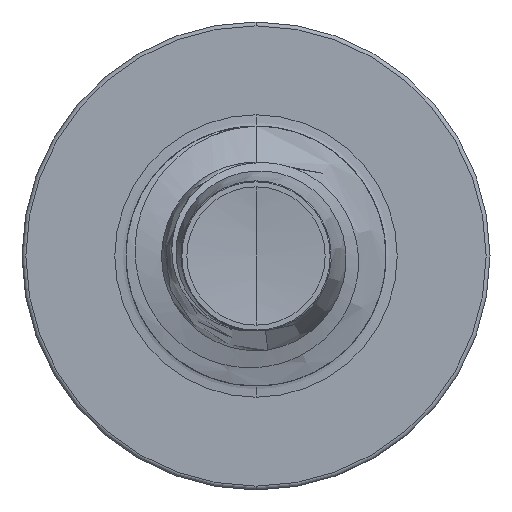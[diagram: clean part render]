
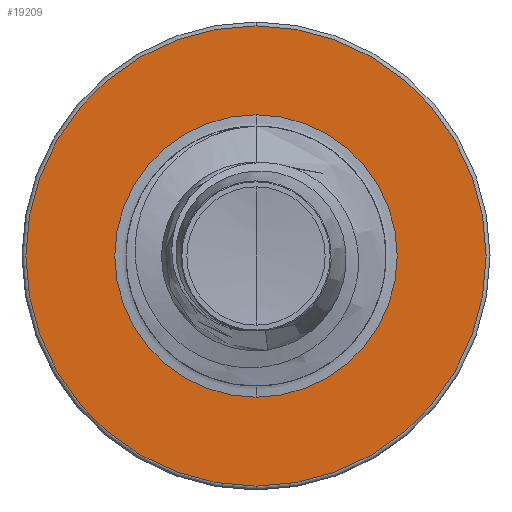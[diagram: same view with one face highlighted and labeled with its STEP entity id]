
A CAD part, front view. The second image highlights one B-rep face of the part: STEP entity #19209.
In plain terms, the highlighted planar face has unit normal (0, -1, 0).
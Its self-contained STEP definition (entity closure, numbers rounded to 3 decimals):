
#248 = AXIS2_PLACEMENT_3D ( 'NONE', #8963, #9942, #9936 ) ;
#722 = FACE_OUTER_BOUND ( 'NONE', #10984, .T. ) ;
#1125 = CIRCLE ( 'NONE', #21027, 1.77 ) ;
#1279 = FACE_BOUND ( 'NONE', #3120, .T. ) ;
#1428 = CARTESIAN_POINT ( 'NONE',  ( 0., 11., -1.77 ) ) ;
#1629 = CARTESIAN_POINT ( 'NONE',  ( 0., 11., 0. ) ) ;
#1708 = CIRCLE ( 'NONE', #6488, 1.086 ) ;
#2712 = DIRECTION ( 'NONE',  ( 0., 0., 1. ) ) ;
#2966 = CARTESIAN_POINT ( 'NONE',  ( 0., 11., -1.086 ) ) ;
#3120 = EDGE_LOOP ( 'NONE', ( #18283, #14942 ) ) ;
#3228 = EDGE_CURVE ( 'NONE', #8847, #14720, #1708, .T. ) ;
#3654 = DIRECTION ( 'NONE',  ( 0., 0., 1. ) ) ;
#4656 = PLANE ( 'NONE',  #21301 ) ;
#4970 = VERTEX_POINT ( 'NONE', #7039 ) ;
#5018 = VERTEX_POINT ( 'NONE', #1428 ) ;
#6488 = AXIS2_PLACEMENT_3D ( 'NONE', #22764, #20185, #13594 ) ;
#7039 = CARTESIAN_POINT ( 'NONE',  ( 0., 11., 1.77 ) ) ;
#7170 = CARTESIAN_POINT ( 'NONE',  ( 0., 11., 1.086 ) ) ;
#7683 = DIRECTION ( 'NONE',  ( 0., 1., 0. ) ) ;
#8568 = CARTESIAN_POINT ( 'NONE',  ( 0., 11., -1.086 ) ) ;
#8847 = VERTEX_POINT ( 'NONE', #2966 ) ;
#8963 = CARTESIAN_POINT ( 'NONE',  ( 0., 11., 0. ) ) ;
#9936 = DIRECTION ( 'NONE',  ( 0., 0., 1. ) ) ;
#9942 = DIRECTION ( 'NONE',  ( 0., 1., 0. ) ) ;
#10984 = EDGE_LOOP ( 'NONE', ( #18961, #15918 ) ) ;
#11441 = EDGE_CURVE ( 'NONE', #14720, #8847, #15687, .T. ) ;
#12550 = AXIS2_PLACEMENT_3D ( 'NONE', #18767, #7683, #20295 ) ;
#13594 = DIRECTION ( 'NONE',  ( 0., 0., 1. ) ) ;
#14267 = DIRECTION ( 'NONE',  ( 0., 1., 0. ) ) ;
#14720 = VERTEX_POINT ( 'NONE', #7170 ) ;
#14942 = ORIENTED_EDGE ( 'NONE', *, *, #3228, .T. ) ;
#15110 = DIRECTION ( 'NONE',  ( 0., 1., 0. ) ) ;
#15389 = EDGE_CURVE ( 'NONE', #4970, #5018, #1125, .T. ) ;
#15687 = CIRCLE ( 'NONE', #248, 1.086 ) ;
#15918 = ORIENTED_EDGE ( 'NONE', *, *, #16571, .F. ) ;
#16571 = EDGE_CURVE ( 'NONE', #5018, #4970, #19590, .T. ) ;
#18283 = ORIENTED_EDGE ( 'NONE', *, *, #11441, .T. ) ;
#18767 = CARTESIAN_POINT ( 'NONE',  ( 0., 11., 0. ) ) ;
#18961 = ORIENTED_EDGE ( 'NONE', *, *, #15389, .F. ) ;
#19209 = ADVANCED_FACE ( 'NONE', ( #722, #1279 ), #4656, .F. ) ;
#19590 = CIRCLE ( 'NONE', #12550, 1.77 ) ;
#20185 = DIRECTION ( 'NONE',  ( 0., 1., 0. ) ) ;
#20295 = DIRECTION ( 'NONE',  ( 0., 0., 1. ) ) ;
#21027 = AXIS2_PLACEMENT_3D ( 'NONE', #1629, #15110, #3654 ) ;
#21301 = AXIS2_PLACEMENT_3D ( 'NONE', #8568, #14267, #2712 ) ;
#22764 = CARTESIAN_POINT ( 'NONE',  ( 0., 11., 0. ) ) ;
